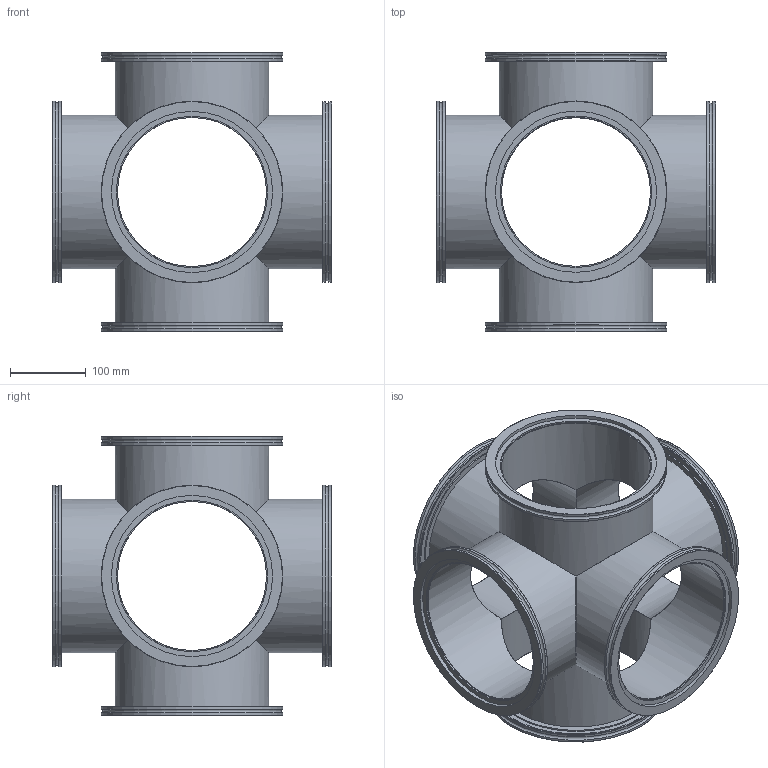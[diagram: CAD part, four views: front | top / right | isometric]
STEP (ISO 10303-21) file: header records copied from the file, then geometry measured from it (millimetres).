
FILE_DESCRIPTION(/* description */ (''),/* implementation_level */ '2;1');
FILE_NAME(/* name */ 'FL-6X200LF.stp',/* time_stamp */ '2019-02-11T15:32:28+00:00',/* author */ ('paul'),/* organization */ (''),/* preprocessor_version */ 'ST-DEVELOPER v17.2',/* originating_system */ 'Autodesk Inventor 2019',/* authorisation */ '');
FILE_SCHEMA (('AUTOMOTIVE_DESIGN { 1 0 10303 214 3 1 1 }'));
Length unit declared in the file: millimetre
Products named in the file (3): FL-5X40KF; TUBE1; FL-200LF-W
Assembly tree (12 placements, depth 2):
  FL-5X40KF
    TUBE1  x6
    FL-200LF-W  x6
Bounding box: 368.8 x 368.8 x 368.8 mm (x, y, z)
Volume: 1758737.2 mm3; surface area: 982226.8 mm2
Topology: 12 solids, 12 shells, 138 faces, 348 edges, 252 vertices
Faces by surface type: plane 66, cylinder 54, cone 12, torus 6
Full cylindrical faces by diameter (mm): 197 x6, 200 x6, 203.2 x6, 204 x6, 213 x6, 218.3 x6, 235 x6, 240 x12
Entity records: 937 total; most frequent: DIRECTION 177, CARTESIAN_POINT 138, ORIENTED_EDGE 116, AXIS2_PLACEMENT_3D 81, EDGE_CURVE 58, VERTEX_POINT 42, CIRCLE 33, EDGE_LOOP 30
